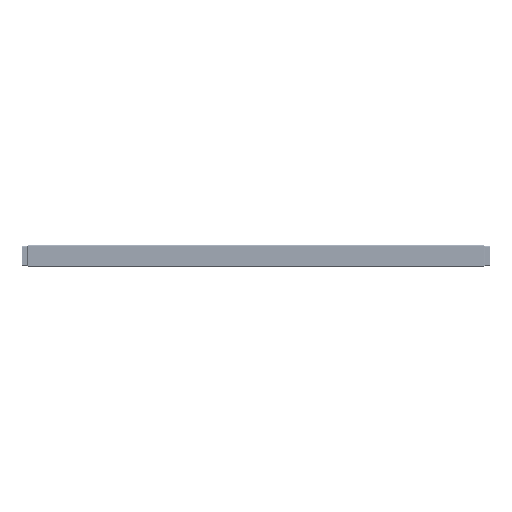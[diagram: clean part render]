
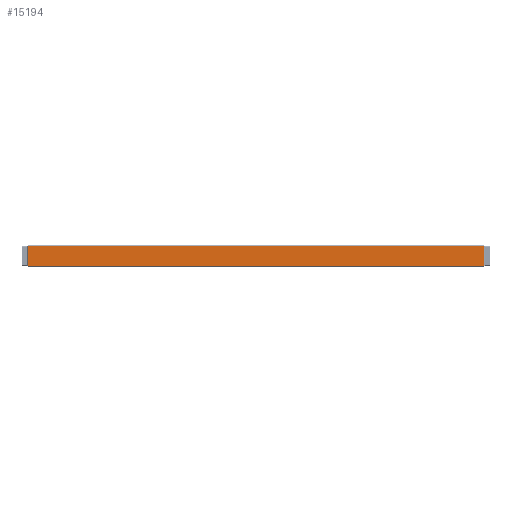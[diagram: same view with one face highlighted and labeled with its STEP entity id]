
A CAD part, front view. The second image highlights one B-rep face of the part: STEP entity #15194.
In plain terms, the highlighted planar face has unit normal (0, -1, 0).
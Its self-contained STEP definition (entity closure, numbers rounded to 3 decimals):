
#11755=FACE_OUTER_BOUND('',#29629,.T.);
#15194=ADVANCED_FACE('',(#11755),#19714,.T.);
#19714=PLANE('',#87941);
#29629=EDGE_LOOP('',(#35879,#35880,#35881,#35882));
#35879=ORIENTED_EDGE('',*,*,#65839,.T.);
#35880=ORIENTED_EDGE('',*,*,#65840,.T.);
#35881=ORIENTED_EDGE('',*,*,#65841,.T.);
#35882=ORIENTED_EDGE('',*,*,#65842,.T.);
#58159=VERTEX_POINT('',#120163);
#58160=VERTEX_POINT('',#120164);
#58161=VERTEX_POINT('',#120166);
#58162=VERTEX_POINT('',#120168);
#65839=EDGE_CURVE('',#58159,#58160,#76885,.T.);
#65840=EDGE_CURVE('',#58160,#58161,#76886,.T.);
#65841=EDGE_CURVE('',#58161,#58162,#76887,.T.);
#65842=EDGE_CURVE('',#58162,#58159,#76888,.T.);
#76885=LINE('',#120162,#82489);
#76886=LINE('',#120165,#82490);
#76887=LINE('',#120167,#82491);
#76888=LINE('',#120169,#82492);
#82489=VECTOR('',#96750,1.);
#82490=VECTOR('',#96751,1.);
#82491=VECTOR('',#96752,1.);
#82492=VECTOR('',#96753,1.);
#87941=AXIS2_PLACEMENT_3D('',#120170,#96754,#96755);
#96750=DIRECTION('',(0.,0.,1.));
#96751=DIRECTION('',(-1.,0.,0.));
#96752=DIRECTION('',(0.,0.,-1.));
#96753=DIRECTION('',(1.,0.,0.));
#96754=DIRECTION('',(0.,-1.,0.));
#96755=DIRECTION('',(0.,0.,-1.));
#120162=CARTESIAN_POINT('',(239.5,0.,11.));
#120163=CARTESIAN_POINT('',(239.5,0.,0.5));
#120164=CARTESIAN_POINT('',(239.5,0.,10.5));
#120165=CARTESIAN_POINT('',(120.,0.,10.5));
#120166=CARTESIAN_POINT('',(0.5,0.,10.5));
#120167=CARTESIAN_POINT('',(0.5,0.,11.));
#120168=CARTESIAN_POINT('',(0.5,0.,0.5));
#120169=CARTESIAN_POINT('',(120.,0.,0.5));
#120170=CARTESIAN_POINT('',(120.,0.,11.));
